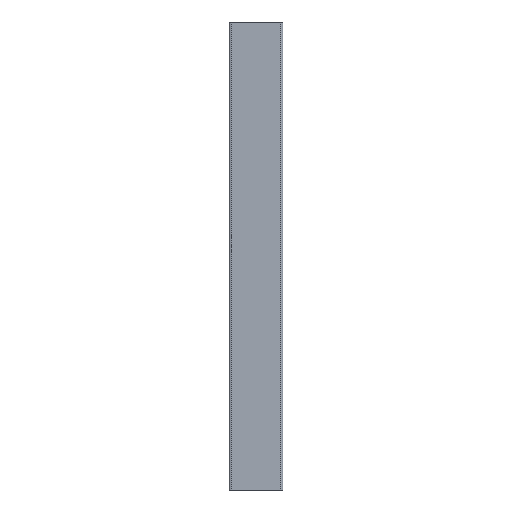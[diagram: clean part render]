
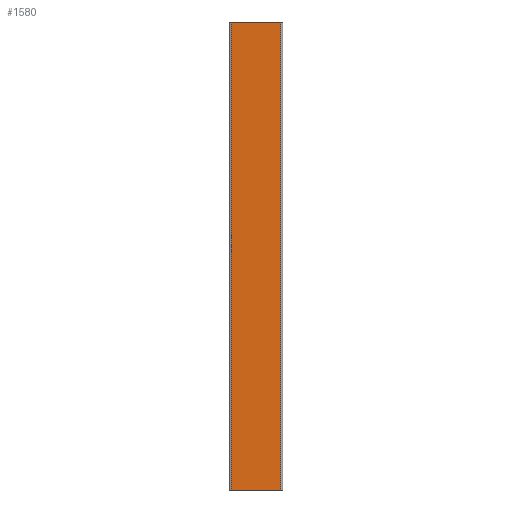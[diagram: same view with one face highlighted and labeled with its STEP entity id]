
A CAD part, front view. The second image highlights one B-rep face of the part: STEP entity #1580.
In plain terms, the highlighted planar face has unit normal (0, -1, 0).
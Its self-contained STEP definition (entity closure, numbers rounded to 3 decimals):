
#119=PLANE('',#1798);
#182=FACE_OUTER_BOUND('',#248,.T.);
#248=EDGE_LOOP('',(#1273,#1274,#1275,#1276));
#418=LINE('',#2680,#498);
#419=LINE('',#2683,#499);
#420=LINE('',#2685,#500);
#421=LINE('',#2686,#501);
#498=VECTOR('',#2242,10.);
#499=VECTOR('',#2245,10.);
#500=VECTOR('',#2246,10.);
#501=VECTOR('',#2247,10.);
#793=VERTEX_POINT('',#2673);
#796=VERTEX_POINT('',#2678);
#797=VERTEX_POINT('',#2682);
#798=VERTEX_POINT('',#2684);
#1002=EDGE_CURVE('',#796,#793,#418,.T.);
#1003=EDGE_CURVE('',#797,#796,#419,.T.);
#1004=EDGE_CURVE('',#798,#797,#420,.T.);
#1005=EDGE_CURVE('',#793,#798,#421,.T.);
#1273=ORIENTED_EDGE('',*,*,#1002,.F.);
#1274=ORIENTED_EDGE('',*,*,#1003,.F.);
#1275=ORIENTED_EDGE('',*,*,#1004,.F.);
#1276=ORIENTED_EDGE('',*,*,#1005,.F.);
#1580=ADVANCED_FACE('',(#182),#119,.F.);
#1798=AXIS2_PLACEMENT_3D('',#2681,#2243,#2244);
#2242=DIRECTION('',(0.,0.,1.));
#2243=DIRECTION('center_axis',(0.,1.,0.));
#2244=DIRECTION('ref_axis',(0.,0.,1.));
#2245=DIRECTION('',(-1.,0.,0.));
#2246=DIRECTION('',(0.,0.,-1.));
#2247=DIRECTION('',(1.,0.,0.));
#2673=CARTESIAN_POINT('',(158.76,0.,444.));
#2678=CARTESIAN_POINT('',(158.76,0.,-441.));
#2680=CARTESIAN_POINT('',(158.76,0.,-219.75));
#2681=CARTESIAN_POINT('Origin',(205.76,0.,1.5));
#2682=CARTESIAN_POINT('',(252.76,0.,-441.));
#2683=CARTESIAN_POINT('',(256.76,0.,-441.));
#2684=CARTESIAN_POINT('',(252.76,0.,444.));
#2685=CARTESIAN_POINT('',(252.76,0.,222.75));
#2686=CARTESIAN_POINT('',(154.76,0.,444.));
